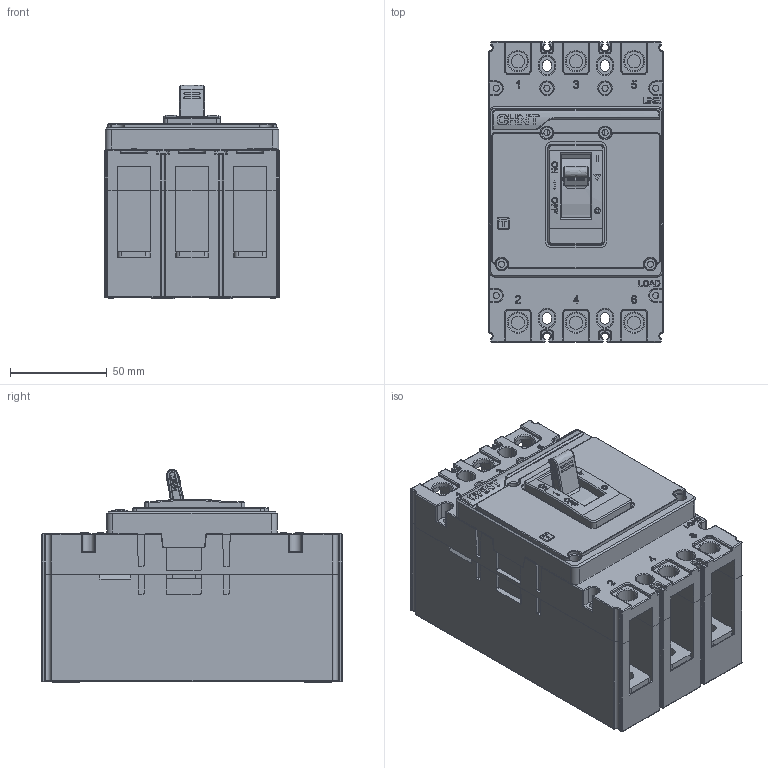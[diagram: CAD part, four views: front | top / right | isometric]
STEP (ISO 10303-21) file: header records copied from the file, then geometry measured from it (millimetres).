
FILE_DESCRIPTION(/* description */ (''),/* implementation_level */ '2;1');
FILE_NAME(/* name */ 'NXM-160H 3P.stp',/* time_stamp */ '2017-04-07T15:20:34+08:00',/* author */ (''),/* organization */ (''),/* preprocessor_version */ 'ST-DEVELOPER v11',/* originating_system */ 'SIEMENS PLM Software NX 7.5',/* authorisation */ '');
FILE_SCHEMA (('CONFIG_CONTROL_DESIGN'));
Products named in the file (1): _model1
Bounding box: 90 x 155 x 110.17 mm (x, y, z)
Volume: 871551.8 mm3; surface area: 231266 mm2
Topology: 16 solids, 57 shells, 3998 faces, 10671 edges, 6816 vertices
Faces by surface type: plane 2438, cylinder 1008, extrusion 212, torus 119, sphere 98, bspline 67, cone 56
Full cylindrical faces by diameter (mm): 1.8 x1, 2.3 x1, 2.7 x1, 2.9 x3, 3 x3, 3.2 x11, 3.5 x10, 4 x6, 4.5 x1, 5.3 x2, 5.5 x2, 5.8 x3, 6 x2, 6.2 x7, 6.5 x4, 6.8 x6, 8.5 x2, 9 x3, 10 x12, 13.5 x6
Entity records: 142183 total; most frequent: CARTESIAN_POINT 44153, ORIENTED_EDGE 20766, DIRECTION 19325, EDGE_CURVE 10383, VECTOR 7309, LINE 7097, VERTEX_POINT 6754, AXIS2_PLACEMENT_3D 6008
